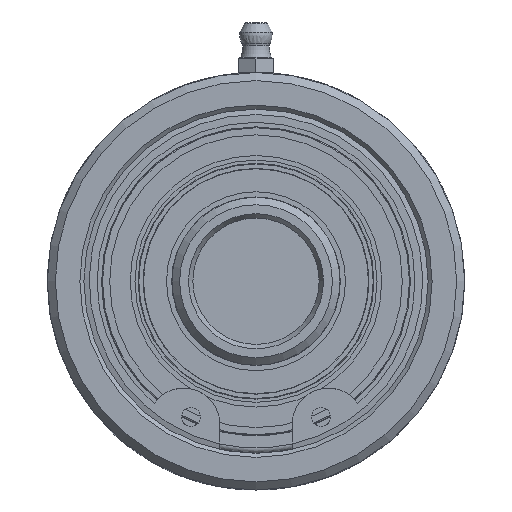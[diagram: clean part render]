
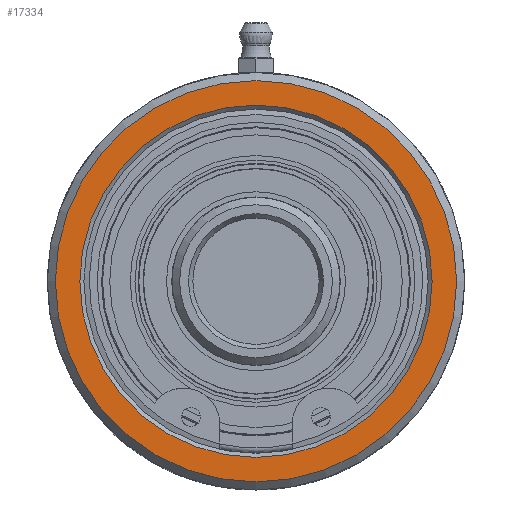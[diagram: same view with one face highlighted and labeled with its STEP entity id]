
A CAD part, left-side view. The second image highlights one B-rep face of the part: STEP entity #17334.
In plain terms, the highlighted planar face has unit normal (-1, 0, 0).
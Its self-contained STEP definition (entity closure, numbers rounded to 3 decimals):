
#420=PLANE('',#18215);
#985=FACE_BOUND('',#3355,.T.);
#1286=CIRCLE('',#18214,39.7);
#1287=CIRCLE('',#18216,34.85);
#2278=FACE_OUTER_BOUND('',#3354,.T.);
#3354=EDGE_LOOP('',(#15542));
#3355=EDGE_LOOP('',(#15543));
#8162=VERTEX_POINT('',#118765);
#8163=VERTEX_POINT('',#118769);
#10651=EDGE_CURVE('',#8162,#8162,#1286,.T.);
#10652=EDGE_CURVE('',#8163,#8163,#1287,.T.);
#15542=ORIENTED_EDGE('',*,*,#10651,.F.);
#15543=ORIENTED_EDGE('',*,*,#10652,.F.);
#17334=ADVANCED_FACE('',(#2278,#985),#420,.F.);
#18214=AXIS2_PLACEMENT_3D('',#118767,#20816,#20817);
#18215=AXIS2_PLACEMENT_3D('',#118768,#20818,#20819);
#18216=AXIS2_PLACEMENT_3D('',#118770,#20820,#20821);
#20816=DIRECTION('center_axis',(1.,0.,0.));
#20817=DIRECTION('ref_axis',(0.,0.,
1.));
#20818=DIRECTION('center_axis',(1.,0.,0.));
#20819=DIRECTION('ref_axis',(0.,0.,
1.));
#20820=DIRECTION('center_axis',(-1.,0.,0.));
#20821=DIRECTION('ref_axis',(0.,0.,
-1.));
#118765=CARTESIAN_POINT('',(-46.09,0.,-39.7));
#118767=CARTESIAN_POINT('Origin',(-46.09,0.,0.));
#118768=CARTESIAN_POINT('Origin',(-46.09,0.,-20.65));
#118769=CARTESIAN_POINT('',(-46.09,0.,34.85));
#118770=CARTESIAN_POINT('Origin',(-46.09,0.,0.));
